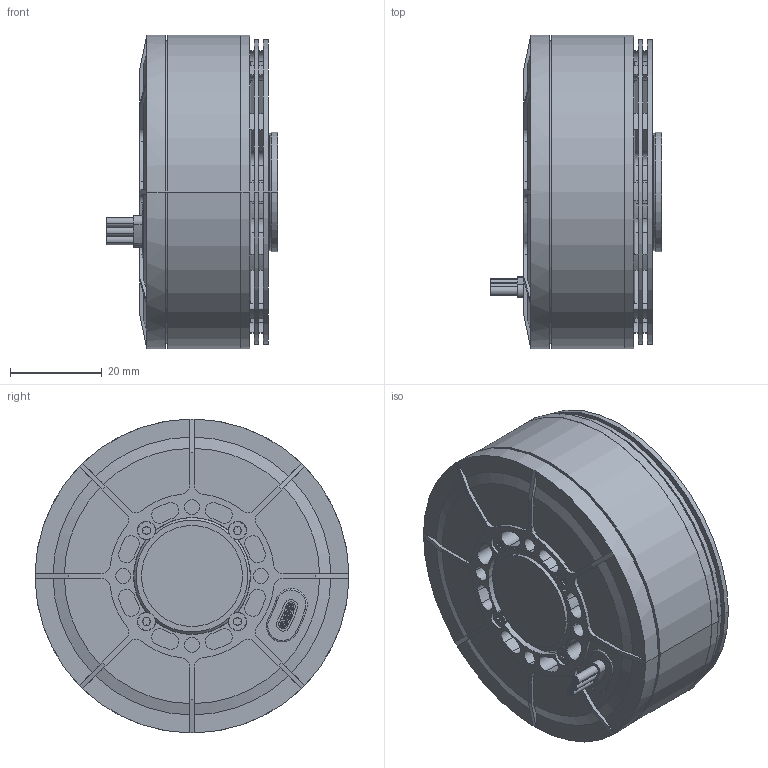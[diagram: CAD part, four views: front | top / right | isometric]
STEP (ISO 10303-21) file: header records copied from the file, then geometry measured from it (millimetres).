
FILE_DESCRIPTION((''),'2;1');
FILE_NAME('7974637_SW0001','2022-01-25T14:35:48',('mmagvisi'),(''),'CREO PARAMETRIC BY PTC INC, 2020354','CREO PARAMETRIC BY PTC INC, 2020354','');
FILE_SCHEMA(('CONFIG_CONTROL_DESIGN','SHAPE_APPEARANCE_LAYERS_GROUPS'));
Length unit declared in the file: millimetre
Products named in the file (1): 7974637_SW0001
Bounding box: 37.3 x 68.4 x 68.4 mm (x, y, z)
Volume: 90465.5 mm3; surface area: 24573.9 mm2
Topology: 1 solids, 6 shells, 624 faces, 1714 edges, 1110 vertices
Faces by surface type: cylinder 388, plane 144, cone 64, bspline 18, torus 10
Entity records: 27256 total; most frequent: CARTESIAN_POINT 5631, DIRECTION 3674, ORIENTED_EDGE 3420, PRESENTATION_STYLE_ASSIGNMENT 1711, STYLED_ITEM 1711, CURVE_STYLE 1710, EDGE_CURVE 1710, AXIS2_PLACEMENT_3D 1530
